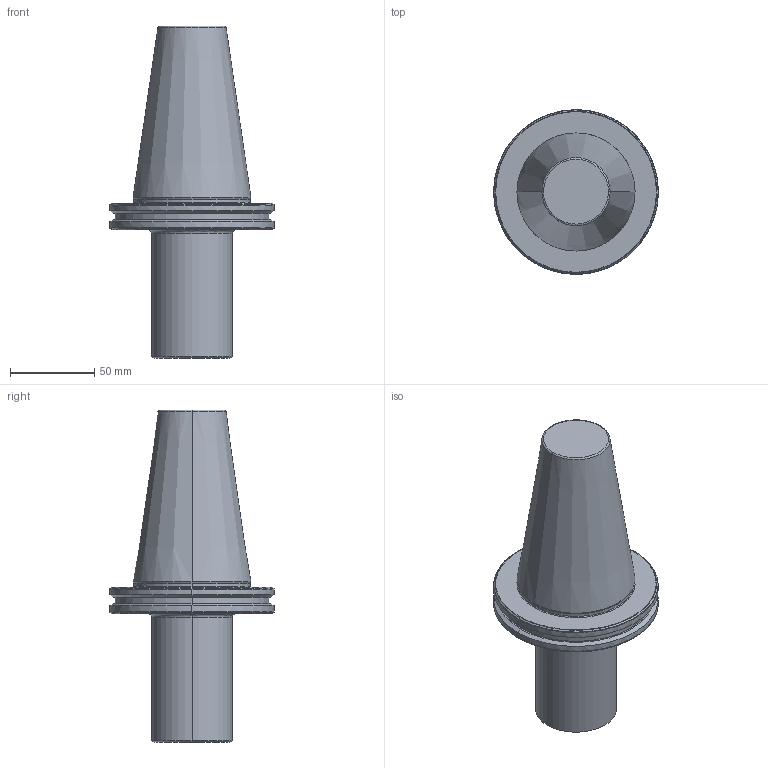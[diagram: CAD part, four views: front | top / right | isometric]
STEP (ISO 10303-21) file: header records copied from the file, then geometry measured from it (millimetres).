
FILE_DESCRIPTION (( 'STEP AP203' ), '1' );
FILE_NAME ('SK 50 MT04 095 6.3G15000 SL.STEP', '2019-05-03T07:03:25', ( '' ), ( '' ), 'SwSTEP 2.0', 'SolidWorks 2014', '' );
FILE_SCHEMA (( 'CONFIG_CONTROL_DESIGN' ));
Length unit declared in the file: millimetre
Products named in the file (1): SK 50 MT04 095 6.3G15000 SL
Bounding box: 97.5 x 97.5 x 196.75 mm (x, y, z)
Volume: 510892 mm3; surface area: 47807.6 mm2
Topology: 1 solids, 1 shells, 69 faces, 161 edges, 98 vertices
Faces by surface type: cone 19, bspline 18, torus 16, cylinder 10, plane 6
Entity records: 3144 total; most frequent: CARTESIAN_POINT 1579, ORIENTED_EDGE 322, DIRECTION 311, EDGE_CURVE 161, AXIS2_PLACEMENT_3D 144, VERTEX_POINT 98, CIRCLE 92, EDGE_LOOP 73
